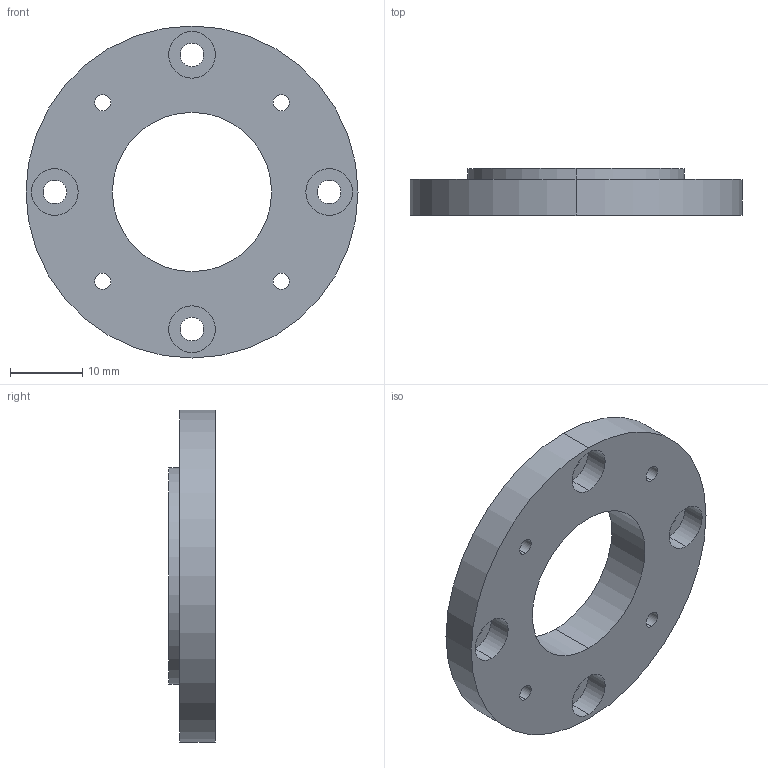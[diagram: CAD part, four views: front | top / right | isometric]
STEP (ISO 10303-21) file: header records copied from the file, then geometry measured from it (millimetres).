
FILE_DESCRIPTION (( 'STEP AP214' ), '1' );
FILE_NAME ('rf1.STEP', '2024-03-07T20:52:05', ( '' ), ( '' ), 'SwSTEP 2.0', 'SolidWorks 2023', '' );
FILE_SCHEMA (( 'AUTOMOTIVE_DESIGN' ));
Length unit declared in the file: millimetre
Products named in the file (1): rf1
Bounding box: 45.97 x 6.47 x 45.97 mm (x, y, z)
Volume: 6251.3 mm3; surface area: 4238.6 mm2
Topology: 1 solids, 1 shells, 37 faces, 90 edges, 60 vertices
Faces by surface type: cylinder 30, plane 7
Entity records: 1183 total; most frequent: DIRECTION 226, CARTESIAN_POINT 188, ORIENTED_EDGE 180, AXIS2_PLACEMENT_3D 98, EDGE_CURVE 90, EDGE_LOOP 60, CIRCLE 60, VERTEX_POINT 60
